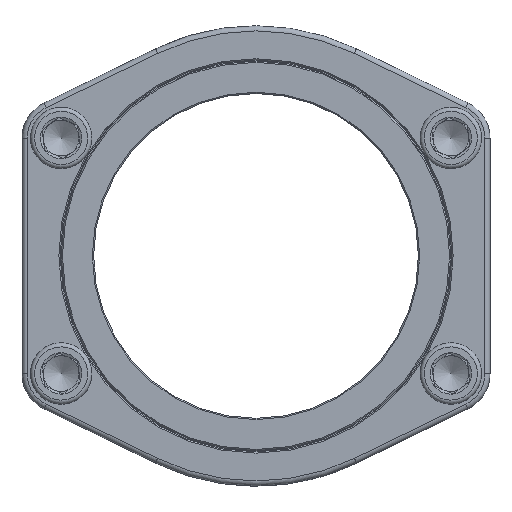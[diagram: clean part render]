
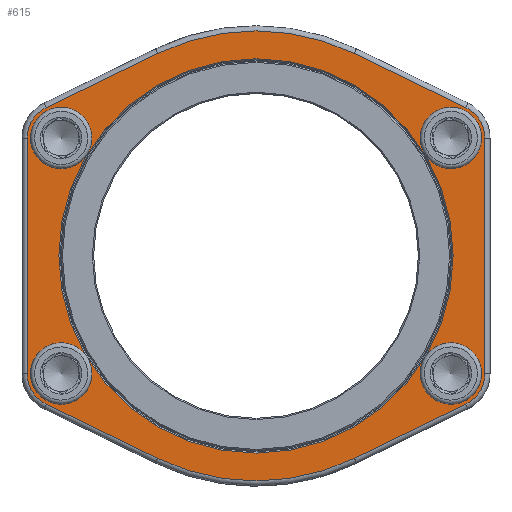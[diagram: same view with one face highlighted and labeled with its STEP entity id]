
A CAD part, top view. The second image highlights one B-rep face of the part: STEP entity #615.
In plain terms, the highlighted face is planar.
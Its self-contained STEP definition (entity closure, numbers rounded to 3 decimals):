
#219=LINE('',#3593,#279);
#220=LINE('',#3598,#280);
#221=LINE('',#3602,#281);
#222=LINE('',#3606,#282);
#223=LINE('',#3610,#283);
#224=LINE('',#3614,#284);
#279=VECTOR('',#2811,1.);
#280=VECTOR('',#2814,1.);
#281=VECTOR('',#2817,1.);
#282=VECTOR('',#2820,1.);
#283=VECTOR('',#2823,1.);
#284=VECTOR('',#2826,1.);
#505=FACE_BOUND('',#927,.T.);
#506=FACE_BOUND('',#928,.T.);
#507=FACE_BOUND('',#929,.T.);
#508=FACE_BOUND('',#930,.T.);
#509=FACE_BOUND('',#931,.T.);
#510=FACE_BOUND('',#932,.T.);
#615=ADVANCED_FACE('',(#505,#506,#507,#508,#509,#510),#731,.T.);
#731=PLANE('',#2332);
#927=EDGE_LOOP('',(#1249));
#928=EDGE_LOOP('',(#1250));
#929=EDGE_LOOP('',(#1251));
#930=EDGE_LOOP('',(#1252));
#931=EDGE_LOOP('',(#1253,#1254,#1255,#1256,#1257,#1258,#1259,#1260,#1261,
#1262,#1263,#1264));
#932=EDGE_LOOP('',(#1265));
#1249=ORIENTED_EDGE('',*,*,#1898,.T.);
#1250=ORIENTED_EDGE('',*,*,#1899,.T.);
#1251=ORIENTED_EDGE('',*,*,#1900,.T.);
#1252=ORIENTED_EDGE('',*,*,#1901,.T.);
#1253=ORIENTED_EDGE('',*,*,#1902,.T.);
#1254=ORIENTED_EDGE('',*,*,#1903,.T.);
#1255=ORIENTED_EDGE('',*,*,#1904,.T.);
#1256=ORIENTED_EDGE('',*,*,#1905,.T.);
#1257=ORIENTED_EDGE('',*,*,#1906,.T.);
#1258=ORIENTED_EDGE('',*,*,#1907,.T.);
#1259=ORIENTED_EDGE('',*,*,#1908,.T.);
#1260=ORIENTED_EDGE('',*,*,#1909,.T.);
#1261=ORIENTED_EDGE('',*,*,#1910,.T.);
#1262=ORIENTED_EDGE('',*,*,#1911,.T.);
#1263=ORIENTED_EDGE('',*,*,#1912,.T.);
#1264=ORIENTED_EDGE('',*,*,#1913,.T.);
#1265=ORIENTED_EDGE('',*,*,#1914,.T.);
#1697=VERTEX_POINT('',#3586);
#1698=VERTEX_POINT('',#3588);
#1699=VERTEX_POINT('',#3590);
#1700=VERTEX_POINT('',#3592);
#1701=VERTEX_POINT('',#3594);
#1702=VERTEX_POINT('',#3595);
#1703=VERTEX_POINT('',#3597);
#1704=VERTEX_POINT('',#3599);
#1705=VERTEX_POINT('',#3601);
#1706=VERTEX_POINT('',#3603);
#1707=VERTEX_POINT('',#3605);
#1708=VERTEX_POINT('',#3607);
#1709=VERTEX_POINT('',#3609);
#1710=VERTEX_POINT('',#3611);
#1711=VERTEX_POINT('',#3613);
#1712=VERTEX_POINT('',#3615);
#1713=VERTEX_POINT('',#3618);
#1898=EDGE_CURVE('',#1697,#1697,#2105,.T.);
#1899=EDGE_CURVE('',#1698,#1698,#2106,.T.);
#1900=EDGE_CURVE('',#1699,#1699,#2107,.T.);
#1901=EDGE_CURVE('',#1700,#1700,#2108,.T.);
#1902=EDGE_CURVE('',#1701,#1702,#219,.T.);
#1903=EDGE_CURVE('',#1702,#1703,#2109,.T.);
#1904=EDGE_CURVE('',#1703,#1704,#220,.T.);
#1905=EDGE_CURVE('',#1704,#1705,#2110,.T.);
#1906=EDGE_CURVE('',#1705,#1706,#221,.T.);
#1907=EDGE_CURVE('',#1706,#1707,#2111,.T.);
#1908=EDGE_CURVE('',#1707,#1708,#222,.T.);
#1909=EDGE_CURVE('',#1708,#1709,#2112,.T.);
#1910=EDGE_CURVE('',#1709,#1710,#223,.T.);
#1911=EDGE_CURVE('',#1710,#1711,#2113,.T.);
#1912=EDGE_CURVE('',#1711,#1712,#224,.T.);
#1913=EDGE_CURVE('',#1712,#1701,#2114,.T.);
#1914=EDGE_CURVE('',#1713,#1713,#2115,.T.);
#2105=CIRCLE('',#2321,9.);
#2106=CIRCLE('',#2322,9.);
#2107=CIRCLE('',#2323,9.);
#2108=CIRCLE('',#2324,9.);
#2109=CIRCLE('',#2325,88.);
#2110=CIRCLE('',#2326,13.3);
#2111=CIRCLE('',#2327,13.3);
#2112=CIRCLE('',#2328,88.);
#2113=CIRCLE('',#2329,13.3);
#2114=CIRCLE('',#2330,13.3);
#2115=CIRCLE('',#2331,77.1);
#2321=AXIS2_PLACEMENT_3D('',#3585,#2803,#2804);
#2322=AXIS2_PLACEMENT_3D('',#3587,#2805,#2806);
#2323=AXIS2_PLACEMENT_3D('',#3589,#2807,#2808);
#2324=AXIS2_PLACEMENT_3D('',#3591,#2809,#2810);
#2325=AXIS2_PLACEMENT_3D('',#3596,#2812,#2813);
#2326=AXIS2_PLACEMENT_3D('',#3600,#2815,#2816);
#2327=AXIS2_PLACEMENT_3D('',#3604,#2818,#2819);
#2328=AXIS2_PLACEMENT_3D('',#3608,#2821,#2822);
#2329=AXIS2_PLACEMENT_3D('',#3612,#2824,#2825);
#2330=AXIS2_PLACEMENT_3D('',#3616,#2827,#2828);
#2331=AXIS2_PLACEMENT_3D('',#3617,#2829,#2830);
#2332=AXIS2_PLACEMENT_3D('',#3619,#2831,#2832);
#2803=DIRECTION('',(0.,0.,1.));
#2804=DIRECTION('',(-1.,0.,0.));
#2805=DIRECTION('',(0.,0.,1.));
#2806=DIRECTION('',(-1.,0.,0.));
#2807=DIRECTION('',(0.,0.,1.));
#2808=DIRECTION('',(-1.,0.,0.));
#2809=DIRECTION('',(0.,0.,1.));
#2810=DIRECTION('',(-1.,0.,0.));
#2811=DIRECTION('',(-0.9,-0.437,0.));
#2812=DIRECTION('',(0.,0.,-1.));
#2813=DIRECTION('',(-1.,0.,0.));
#2814=DIRECTION('',(-0.9,0.437,0.));
#2815=DIRECTION('',(0.,0.,-1.));
#2816=DIRECTION('',(-1.,0.,0.));
#2817=DIRECTION('',(0.,1.,0.));
#2818=DIRECTION('',(0.,0.,-1.));
#2819=DIRECTION('',(-1.,0.,0.));
#2820=DIRECTION('',(0.9,0.437,0.));
#2821=DIRECTION('',(0.,0.,-1.));
#2822=DIRECTION('',(-1.,0.,0.));
#2823=DIRECTION('',(0.9,-0.437,0.));
#2824=DIRECTION('',(0.,0.,-1.));
#2825=DIRECTION('',(-1.,0.,0.));
#2826=DIRECTION('',(0.,-1.,0.));
#2827=DIRECTION('',(0.,0.,-1.));
#2828=DIRECTION('',(-1.,0.,0.));
#2829=DIRECTION('',(0.,0.,1.));
#2830=DIRECTION('',(-1.,0.,0.));
#2831=DIRECTION('',(0.,0.,-1.));
#2832=DIRECTION('',(-1.,0.,0.));
#3585=CARTESIAN_POINT('',(76.2,-46.05,0.));
#3586=CARTESIAN_POINT('',(67.2,-46.05,0.));
#3587=CARTESIAN_POINT('',(76.2,46.05,0.));
#3588=CARTESIAN_POINT('',(67.2,46.05,0.));
#3589=CARTESIAN_POINT('',(-76.2,46.05,0.));
#3590=CARTESIAN_POINT('',(-85.2,46.05,0.));
#3591=CARTESIAN_POINT('',(-76.2,-46.05,0.));
#3592=CARTESIAN_POINT('',(-85.2,-46.05,0.));
#3593=CARTESIAN_POINT('',(82.007,-58.015,0.));
#3594=CARTESIAN_POINT('',(82.007,-58.015,0.));
#3595=CARTESIAN_POINT('',(38.424,-79.168,0.));
#3596=CARTESIAN_POINT('',(0.,0.,0.));
#3597=CARTESIAN_POINT('',(-38.424,-79.168,0.));
#3598=CARTESIAN_POINT('',(41.338,-117.88,0.));
#3599=CARTESIAN_POINT('',(-82.007,-58.015,0.));
#3600=CARTESIAN_POINT('',(-76.2,-46.05,0.));
#3601=CARTESIAN_POINT('',(-89.5,-46.05,0.));
#3602=CARTESIAN_POINT('',(-89.5,-46.05,0.));
#3603=CARTESIAN_POINT('',(-89.5,46.05,0.));
#3604=CARTESIAN_POINT('',(-76.2,46.05,0.));
#3605=CARTESIAN_POINT('',(-82.007,58.015,0.));
#3606=CARTESIAN_POINT('',(5.159,100.321,0.));
#3607=CARTESIAN_POINT('',(-38.424,79.168,0.));
#3608=CARTESIAN_POINT('',(0.,0.,0.));
#3609=CARTESIAN_POINT('',(38.424,79.168,0.));
#3610=CARTESIAN_POINT('',(118.185,40.456,0.));
#3611=CARTESIAN_POINT('',(82.007,58.015,0.));
#3612=CARTESIAN_POINT('',(76.2,46.05,0.));
#3613=CARTESIAN_POINT('',(89.5,46.05,0.));
#3614=CARTESIAN_POINT('',(89.5,-46.05,0.));
#3615=CARTESIAN_POINT('',(89.5,-46.05,0.));
#3616=CARTESIAN_POINT('',(76.2,-46.05,0.));
#3617=CARTESIAN_POINT('',(0.,0.,0.));
#3618=CARTESIAN_POINT('',(-77.1,0.,0.));
#3619=CARTESIAN_POINT('',(76.2,-46.05,0.));
